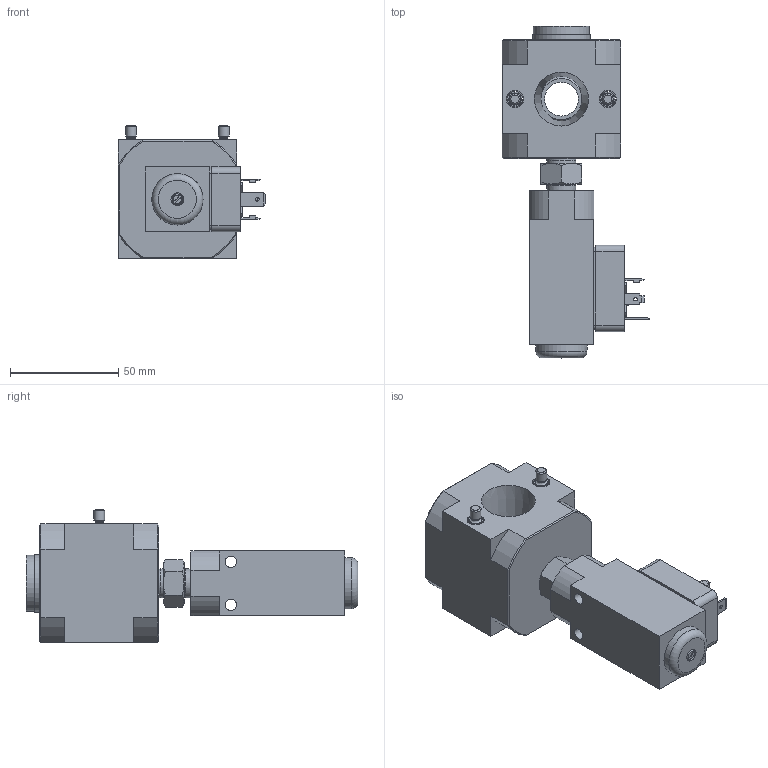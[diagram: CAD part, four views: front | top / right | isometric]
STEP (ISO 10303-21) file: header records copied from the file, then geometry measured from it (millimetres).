
FILE_DESCRIPTION(/* description */ ('STEP AP214'),/* implementation_level */ '2;1');
FILE_NAME(/* name */ '542185_FRM-Y-D-MIDI',/* time_stamp */ '2024-08-28T12:14:28+02:00',/* author */ ('License CC BY-ND 4.0'),/* organization */ ('CADENAS'),/* preprocessor_version */ 'ST-DEVELOPER v19.3',/* originating_system */ 'PARTsolutions',/* authorisation */ ' ');
FILE_SCHEMA (('AUTOMOTIVE_DESIGN {1 0 10303 214 3 1 1}'));
Length unit declared in the file: millimetre
Products named in the file (7): 542185 FRM-Y-D-MIDI; 724702 FRM-...-D-MIDI; 351358 FRB-D-MIDI; 151521 ESK-1/4-1/4; 175250 PEV-1/4-B-OD; DIN-908 G1/2A; 531774 OK-1/2
Assembly tree (7 placements, depth 2):
  542185 FRM-Y-D-MIDI
    724702 FRM-...-D-MIDI
    351358 FRB-D-MIDI  x2
    151521 ESK-1/4-1/4
    175250 PEV-1/4-B-OD
    DIN-908 G1/2A
    531774 OK-1/2
Bounding box: 68.5 x 153.65 x 61.8 mm (x, y, z)
Volume: 222116.1 mm3; surface area: 50301.7 mm2
Topology: 7 solids, 7 shells, 404 faces, 990 edges, 632 vertices
Faces by surface type: plane 253, cylinder 78, cone 61, torus 10, sphere 2
Full cylindrical faces by diameter (mm): 1.65 x4, 2.459 x1, 3.7 x2, 4.134 x2, 5 x3, 5.3 x2, 5.6 x1, 6 x4, 6.93 x1, 7 x2, 11.445 x2, 12.4 x1, 13.482 x2, 15.6 x1, 18.631 x1, 20.955 x1, 21.2 x1, 22 x1, 22.5 x1, 26 x2, 26.4 x1, 26.7 x1, 30 x1, 30.8 x1, 52 x1
Entity records: 13374 total; most frequent: CARTESIAN_POINT 2102, DIRECTION 1867, ORIENTED_EDGE 1758, EDGE_CURVE 879, AXIS2_PLACEMENT_3D 647, VERTEX_POINT 607, LINE 573, VECTOR 573
